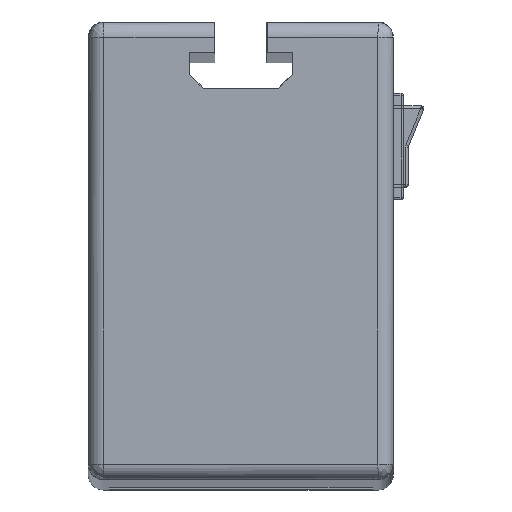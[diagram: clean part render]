
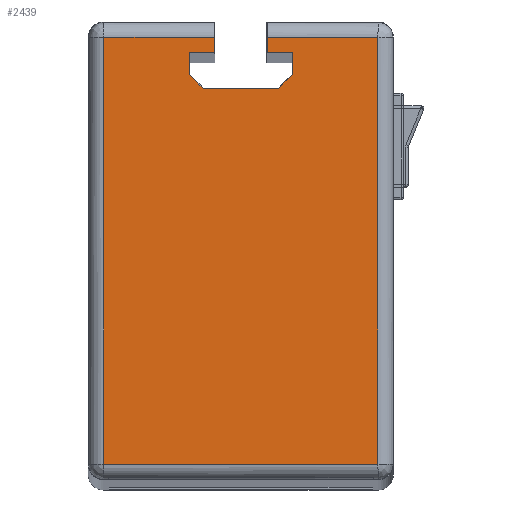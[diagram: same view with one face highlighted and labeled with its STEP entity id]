
A CAD part, top view. The second image highlights one B-rep face of the part: STEP entity #2439.
In plain terms, the highlighted planar face has unit normal (0, 0, 1).
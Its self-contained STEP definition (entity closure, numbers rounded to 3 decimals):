
#60 = DIRECTION ( 'NONE',  ( 0., 0., 1. ) ) ;
#67 = ORIENTED_EDGE ( 'NONE', *, *, #1138, .T. ) ;
#104 = CARTESIAN_POINT ( 'NONE',  ( -26.95, 41.95, 579. ) ) ;
#173 = VECTOR ( 'NONE', #1961, 1000. ) ;
#228 = LINE ( 'NONE', #2046, #2233 ) ;
#282 = VERTEX_POINT ( 'NONE', #2397 ) ;
#285 = LINE ( 'NONE', #2867, #2527 ) ;
#333 = CARTESIAN_POINT ( 'NONE',  ( 5.15, 39.05, 579. ) ) ;
#468 = VECTOR ( 'NONE', #5082, 1000. ) ;
#474 = CARTESIAN_POINT ( 'NONE',  ( -5.15, 39.05, 579. ) ) ;
#583 = DIRECTION ( 'NONE',  ( -1., 0., 0. ) ) ;
#601 = VERTEX_POINT ( 'NONE', #1051 ) ;
#675 = LINE ( 'NONE', #474, #2471 ) ;
#692 = DIRECTION ( 'NONE',  ( 1., 0., 0. ) ) ;
#745 = DIRECTION ( 'NONE',  ( 0., -1., 0. ) ) ;
#994 = VECTOR ( 'NONE', #3780, 1000. ) ;
#1013 = VERTEX_POINT ( 'NONE', #3362 ) ;
#1047 = ORIENTED_EDGE ( 'NONE', *, *, #1529, .T. ) ;
#1051 = CARTESIAN_POINT ( 'NONE',  ( -7.399, 31.95, 579. ) ) ;
#1071 = EDGE_CURVE ( 'NONE', #3336, #1859, #3313, .T. ) ;
#1095 = ORIENTED_EDGE ( 'NONE', *, *, #1071, .F. ) ;
#1104 = EDGE_CURVE ( 'NONE', #1537, #1736, #4501, .T. ) ;
#1138 = EDGE_CURVE ( 'NONE', #2649, #1859, #3125, .T. ) ;
#1224 = CARTESIAN_POINT ( 'NONE',  ( 0., 4.376, 579. ) ) ;
#1300 = ORIENTED_EDGE ( 'NONE', *, *, #3977, .F. ) ;
#1311 = CARTESIAN_POINT ( 'NONE',  ( -26.95, -41.95, 579. ) ) ;
#1341 = DIRECTION ( 'NONE',  ( 0., 1., 0. ) ) ;
#1380 = AXIS2_PLACEMENT_3D ( 'NONE', #1224, #60, #3648 ) ;
#1529 = EDGE_CURVE ( 'NONE', #2634, #2558, #2482, .T. ) ;
#1536 = LINE ( 'NONE', #3144, #173 ) ;
#1537 = VERTEX_POINT ( 'NONE', #4826 ) ;
#1585 = CARTESIAN_POINT ( 'NONE',  ( -7.399, 31.95, 579. ) ) ;
#1602 = DIRECTION ( 'NONE',  ( 0., -1., 0. ) ) ;
#1667 = VECTOR ( 'NONE', #692, 1000. ) ;
#1697 = EDGE_CURVE ( 'NONE', #1736, #3336, #5057, .T. ) ;
#1736 = VERTEX_POINT ( 'NONE', #2198 ) ;
#1789 = LINE ( 'NONE', #5052, #3169 ) ;
#1795 = EDGE_CURVE ( 'NONE', #2558, #2649, #1789, .T. ) ;
#1850 = CARTESIAN_POINT ( 'NONE',  ( 5.15, 41.95, 579. ) ) ;
#1859 = VERTEX_POINT ( 'NONE', #1850 ) ;
#1888 = ORIENTED_EDGE ( 'NONE', *, *, #2090, .F. ) ;
#1961 = DIRECTION ( 'NONE',  ( -1., 0., 0. ) ) ;
#1977 = EDGE_CURVE ( 'NONE', #3247, #282, #228, .T. ) ;
#1989 = VECTOR ( 'NONE', #583, 1000. ) ;
#2046 = CARTESIAN_POINT ( 'NONE',  ( -5.15, 44.95, 579. ) ) ;
#2090 = EDGE_CURVE ( 'NONE', #601, #1013, #2790, .T. ) ;
#2110 = EDGE_CURVE ( 'NONE', #282, #3013, #675, .T. ) ;
#2129 = VERTEX_POINT ( 'NONE', #104 ) ;
#2165 = VECTOR ( 'NONE', #745, 1000. ) ;
#2198 = CARTESIAN_POINT ( 'NONE',  ( 10.15, 39.05, 579. ) ) ;
#2233 = VECTOR ( 'NONE', #1602, 1000. ) ;
#2285 = ORIENTED_EDGE ( 'NONE', *, *, #2798, .T. ) ;
#2330 = CARTESIAN_POINT ( 'NONE',  ( -10.15, 39.05, 579. ) ) ;
#2365 = ORIENTED_EDGE ( 'NONE', *, *, #2110, .F. ) ;
#2369 = EDGE_CURVE ( 'NONE', #3013, #2803, #3102, .T. ) ;
#2390 = CARTESIAN_POINT ( 'NONE',  ( -10.15, 34.701, 579. ) ) ;
#2396 = VECTOR ( 'NONE', #4416, 1000. ) ;
#2397 = CARTESIAN_POINT ( 'NONE',  ( -5.15, 39.05, 579. ) ) ;
#2439 = ADVANCED_FACE ( 'NONE', ( #4281 ), #3614, .T. ) ;
#2468 = DIRECTION ( 'NONE',  ( 1., 0., 0. ) ) ;
#2471 = VECTOR ( 'NONE', #4469, 1000. ) ;
#2482 = LINE ( 'NONE', #4260, #1667 ) ;
#2494 = VECTOR ( 'NONE', #2595, 1000. ) ;
#2512 = ORIENTED_EDGE ( 'NONE', *, *, #2369, .F. ) ;
#2527 = VECTOR ( 'NONE', #4518, 1000. ) ;
#2558 = VERTEX_POINT ( 'NONE', #3351 ) ;
#2595 = DIRECTION ( 'NONE',  ( 0., 1., 0. ) ) ;
#2610 = CARTESIAN_POINT ( 'NONE',  ( 10.15, 34.701, 579. ) ) ;
#2628 = ORIENTED_EDGE ( 'NONE', *, *, #4990, .T. ) ;
#2634 = VERTEX_POINT ( 'NONE', #1311 ) ;
#2649 = VERTEX_POINT ( 'NONE', #3014 ) ;
#2790 = LINE ( 'NONE', #1585, #5116 ) ;
#2798 = EDGE_CURVE ( 'NONE', #2129, #2634, #3705, .T. ) ;
#2803 = VERTEX_POINT ( 'NONE', #3044 ) ;
#2867 = CARTESIAN_POINT ( 'NONE',  ( 7.399, 31.95, 579. ) ) ;
#2872 = ORIENTED_EDGE ( 'NONE', *, *, #1795, .T. ) ;
#2981 = CARTESIAN_POINT ( 'NONE',  ( 10.15, 39.05, 579. ) ) ;
#3013 = VERTEX_POINT ( 'NONE', #4031 ) ;
#3014 = CARTESIAN_POINT ( 'NONE',  ( 26.95, 41.95, 579. ) ) ;
#3044 = CARTESIAN_POINT ( 'NONE',  ( -10.15, 34.701, 579. ) ) ;
#3102 = LINE ( 'NONE', #2330, #2165 ) ;
#3125 = LINE ( 'NONE', #4999, #994 ) ;
#3144 = CARTESIAN_POINT ( 'NONE',  ( 0., 41.95, 579. ) ) ;
#3169 = VECTOR ( 'NONE', #4184, 1000. ) ;
#3247 = VERTEX_POINT ( 'NONE', #4583 ) ;
#3313 = LINE ( 'NONE', #4517, #3557 ) ;
#3336 = VERTEX_POINT ( 'NONE', #333 ) ;
#3351 = CARTESIAN_POINT ( 'NONE',  ( 26.95, -41.95, 579. ) ) ;
#3362 = CARTESIAN_POINT ( 'NONE',  ( 7.399, 31.95, 579. ) ) ;
#3397 = ORIENTED_EDGE ( 'NONE', *, *, #1697, .F. ) ;
#3499 = CARTESIAN_POINT ( 'NONE',  ( -26.95, 4.376, 579. ) ) ;
#3557 = VECTOR ( 'NONE', #1341, 1000. ) ;
#3614 = PLANE ( 'NONE',  #1380 ) ;
#3648 = DIRECTION ( 'NONE',  ( 1., 0., 0. ) ) ;
#3705 = LINE ( 'NONE', #3499, #468 ) ;
#3780 = DIRECTION ( 'NONE',  ( -1., 0., 0. ) ) ;
#3931 = ORIENTED_EDGE ( 'NONE', *, *, #4605, .F. ) ;
#3950 = EDGE_LOOP ( 'NONE', ( #2365, #4768, #2628, #2285, #1047, #2872, #67, #1095, #3397, #4751, #1300, #1888, #3931, #2512 ) ) ;
#3977 = EDGE_CURVE ( 'NONE', #1013, #1537, #285, .T. ) ;
#4031 = CARTESIAN_POINT ( 'NONE',  ( -10.15, 39.05, 579. ) ) ;
#4184 = DIRECTION ( 'NONE',  ( 0., 1., 0. ) ) ;
#4260 = CARTESIAN_POINT ( 'NONE',  ( 0., -41.95, 579. ) ) ;
#4281 = FACE_OUTER_BOUND ( 'NONE', #3950, .T. ) ;
#4416 = DIRECTION ( 'NONE',  ( 0.707, -0.707, 0. ) ) ;
#4469 = DIRECTION ( 'NONE',  ( -1., 0., 0. ) ) ;
#4501 = LINE ( 'NONE', #2610, #2494 ) ;
#4517 = CARTESIAN_POINT ( 'NONE',  ( 5.15, 39.05, 579. ) ) ;
#4518 = DIRECTION ( 'NONE',  ( 0.707, 0.707, 0. ) ) ;
#4534 = LINE ( 'NONE', #2390, #2396 ) ;
#4583 = CARTESIAN_POINT ( 'NONE',  ( -5.15, 41.95, 579. ) ) ;
#4605 = EDGE_CURVE ( 'NONE', #2803, #601, #4534, .T. ) ;
#4751 = ORIENTED_EDGE ( 'NONE', *, *, #1104, .F. ) ;
#4768 = ORIENTED_EDGE ( 'NONE', *, *, #1977, .F. ) ;
#4826 = CARTESIAN_POINT ( 'NONE',  ( 10.15, 34.701, 579. ) ) ;
#4990 = EDGE_CURVE ( 'NONE', #3247, #2129, #1536, .T. ) ;
#4999 = CARTESIAN_POINT ( 'NONE',  ( 0., 41.95, 579. ) ) ;
#5052 = CARTESIAN_POINT ( 'NONE',  ( 26.95, 4.376, 579. ) ) ;
#5057 = LINE ( 'NONE', #2981, #1989 ) ;
#5082 = DIRECTION ( 'NONE',  ( 0., -1., 0. ) ) ;
#5116 = VECTOR ( 'NONE', #2468, 1000. ) ;
